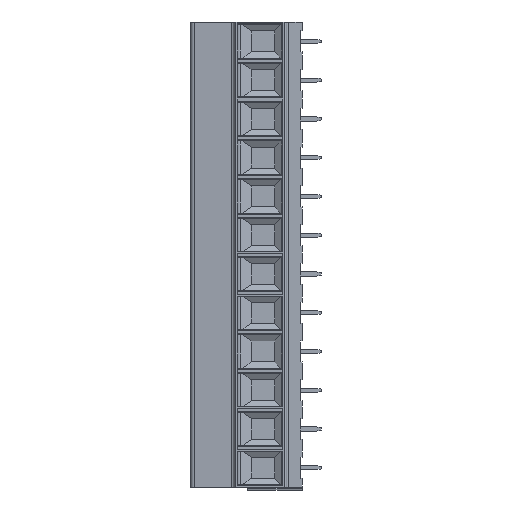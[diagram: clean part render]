
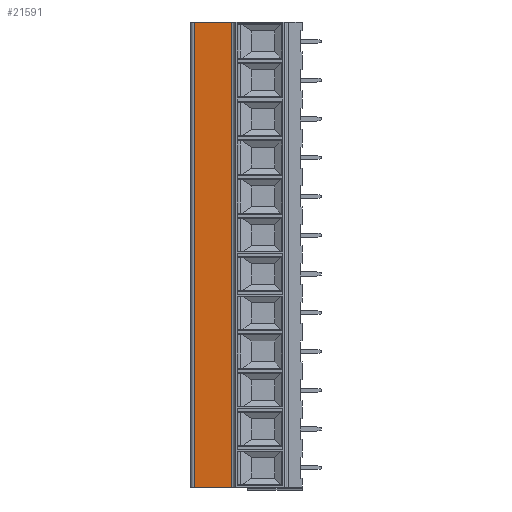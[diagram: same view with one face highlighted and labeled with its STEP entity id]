
A CAD part, left-side view. The second image highlights one B-rep face of the part: STEP entity #21591.
In plain terms, the highlighted planar face has unit normal (-0.996, 0.087, 0).
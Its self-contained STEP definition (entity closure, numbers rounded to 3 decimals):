
#84=DIRECTION('',(-0.087,-0.996,0.));
#85=VECTOR('',#84,9.977);
#86=CARTESIAN_POINT('',(-5.075,13.737,116.84));
#87=LINE('',#86,#85);
#5645=DIRECTION('',(0.,0.,-1.));
#5646=VECTOR('',#5645,121.92);
#5647=CARTESIAN_POINT('',(-5.075,13.737,116.84));
#5648=LINE('',#5647,#5646);
#5649=DIRECTION('',(0.,0.,-1.));
#5650=VECTOR('',#5649,121.92);
#5651=CARTESIAN_POINT('',(-5.945,3.798,116.84));
#5652=LINE('',#5651,#5650);
#5781=DIRECTION('',(-0.087,-0.996,0.));
#5782=VECTOR('',#5781,9.977);
#5783=CARTESIAN_POINT('',(-5.075,13.737,-5.08));
#5784=LINE('',#5783,#5782);
#12091=CARTESIAN_POINT('',(-5.075,13.737,116.84));
#12093=VERTEX_POINT('',#12091);
#12094=CARTESIAN_POINT('',(-5.945,3.798,116.84));
#12095=VERTEX_POINT('',#12094);
#12121=CARTESIAN_POINT('',(-5.075,13.737,-5.08));
#12123=VERTEX_POINT('',#12121);
#12124=CARTESIAN_POINT('',(-5.945,3.798,-5.08));
#12125=VERTEX_POINT('',#12124);
#21578=CARTESIAN_POINT('',(-5.075,13.737,116.84));
#21579=DIRECTION('',(-0.996,0.087,0.));
#21580=DIRECTION('',(-0.087,-0.996,0.));
#21581=AXIS2_PLACEMENT_3D('',#21578,#21579,#21580);
#21582=PLANE('',#21581);
#21583=ORIENTED_EDGE('',*,*,#15567,.T.);
#21585=ORIENTED_EDGE('',*,*,#21584,.T.);
#21587=ORIENTED_EDGE('',*,*,#21586,.F.);
#21588=ORIENTED_EDGE('',*,*,#21570,.F.);
#21589=EDGE_LOOP('',(#21583,#21585,#21587,#21588));
#21590=FACE_OUTER_BOUND('',#21589,.F.);
#15567=EDGE_CURVE('',#12093,#12095,#87,.T.);
#21570=EDGE_CURVE('',#12093,#12123,#5648,.T.);
#21584=EDGE_CURVE('',#12095,#12125,#5652,.T.);
#21586=EDGE_CURVE('',#12123,#12125,#5784,.T.);
#21591=ADVANCED_FACE('',(#21590),#21582,.T.);
